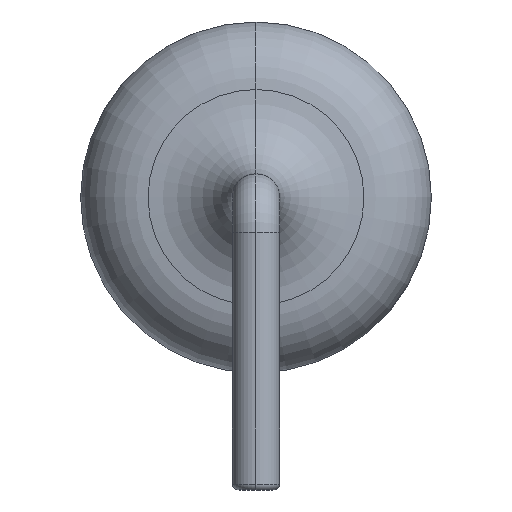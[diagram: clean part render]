
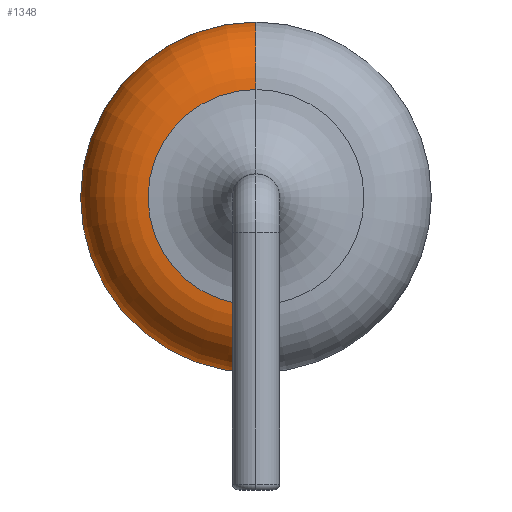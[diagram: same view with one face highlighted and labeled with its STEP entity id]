
A CAD part, left-side view. The second image highlights one B-rep face of the part: STEP entity #1348.
In plain terms, the highlighted toroidal (fillet/blend) face has major radius 1.81 mm and minor radius 1.2 mm.
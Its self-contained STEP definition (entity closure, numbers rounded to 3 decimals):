
#50 = DIRECTION ( 'NONE',  ( 0., 0., -1. ) ) ;
#52 = CIRCLE ( 'NONE', #2785, 1.2 ) ;
#494 = EDGE_CURVE ( 'NONE', #3606, #2637, #1736, .T. ) ;
#769 = CIRCLE ( 'NONE', #1464, 1.2 ) ;
#846 = DIRECTION ( 'NONE',  ( 0., 1., 0. ) ) ;
#962 = DIRECTION ( 'NONE',  ( 0., 0., -1. ) ) ;
#963 = AXIS2_PLACEMENT_3D ( 'NONE', #2316, #1647, #962 ) ;
#976 = EDGE_CURVE ( 'NONE', #3757, #2637, #52, .T. ) ;
#1120 = AXIS2_PLACEMENT_3D ( 'NONE', #2924, #2563, #1545 ) ;
#1142 = ORIENTED_EDGE ( 'NONE', *, *, #494, .F. ) ;
#1256 = CARTESIAN_POINT ( 'NONE',  ( -7.55, 0., 6.03 ) ) ;
#1292 = CARTESIAN_POINT ( 'NONE',  ( -8.749, 0., 1.168 ) ) ;
#1321 = CARTESIAN_POINT ( 'NONE',  ( -7.55, 0., 0.01 ) ) ;
#1348 = ADVANCED_FACE ( 'NONE', ( #1881 ), #1392, .T. ) ;
#1392 = TOROIDAL_SURFACE ( 'NONE', #1120, 1.81, 1.2 ) ;
#1406 = CARTESIAN_POINT ( 'NONE',  ( -8.749, 0., 4.872 ) ) ;
#1464 = AXIS2_PLACEMENT_3D ( 'NONE', #2917, #1536, #3931 ) ;
#1536 = DIRECTION ( 'NONE',  ( 0., -1., 0. ) ) ;
#1545 = DIRECTION ( 'NONE',  ( 0., 0., -1. ) ) ;
#1573 = EDGE_LOOP ( 'NONE', ( #2113, #2842, #1142, #1748 ) ) ;
#1647 = DIRECTION ( 'NONE',  ( 1., 0., 0. ) ) ;
#1736 = CIRCLE ( 'NONE', #963, 3.01 ) ;
#1748 = ORIENTED_EDGE ( 'NONE', *, *, #1783, .F. ) ;
#1771 = DIRECTION ( 'NONE',  ( 0., 0., 1. ) ) ;
#1783 = EDGE_CURVE ( 'NONE', #2061, #3606, #769, .T. ) ;
#1881 = FACE_OUTER_BOUND ( 'NONE', #1573, .T. ) ;
#2061 = VERTEX_POINT ( 'NONE', #1292 ) ;
#2113 = ORIENTED_EDGE ( 'NONE', *, *, #2248, .T. ) ;
#2248 = EDGE_CURVE ( 'NONE', #2061, #3757, #4305, .T. ) ;
#2316 = CARTESIAN_POINT ( 'NONE',  ( -7.55, 0., 3.02 ) ) ;
#2563 = DIRECTION ( 'NONE',  ( 1., 0., 0. ) ) ;
#2637 = VERTEX_POINT ( 'NONE', #1256 ) ;
#2785 = AXIS2_PLACEMENT_3D ( 'NONE', #2834, #846, #1771 ) ;
#2834 = CARTESIAN_POINT ( 'NONE',  ( -7.55, 0., 4.83 ) ) ;
#2842 = ORIENTED_EDGE ( 'NONE', *, *, #976, .T. ) ;
#2917 = CARTESIAN_POINT ( 'NONE',  ( -7.55, 0., 1.21 ) ) ;
#2924 = CARTESIAN_POINT ( 'NONE',  ( -7.55, 0., 3.02 ) ) ;
#3405 = CARTESIAN_POINT ( 'NONE',  ( -8.749, 0., 3.02 ) ) ;
#3606 = VERTEX_POINT ( 'NONE', #1321 ) ;
#3757 = VERTEX_POINT ( 'NONE', #1406 ) ;
#3778 = DIRECTION ( 'NONE',  ( 1., 0., 0. ) ) ;
#3869 = AXIS2_PLACEMENT_3D ( 'NONE', #3405, #3778, #50 ) ;
#3931 = DIRECTION ( 'NONE',  ( 0., 0., -1. ) ) ;
#4305 = CIRCLE ( 'NONE', #3869, 1.852 ) ;
